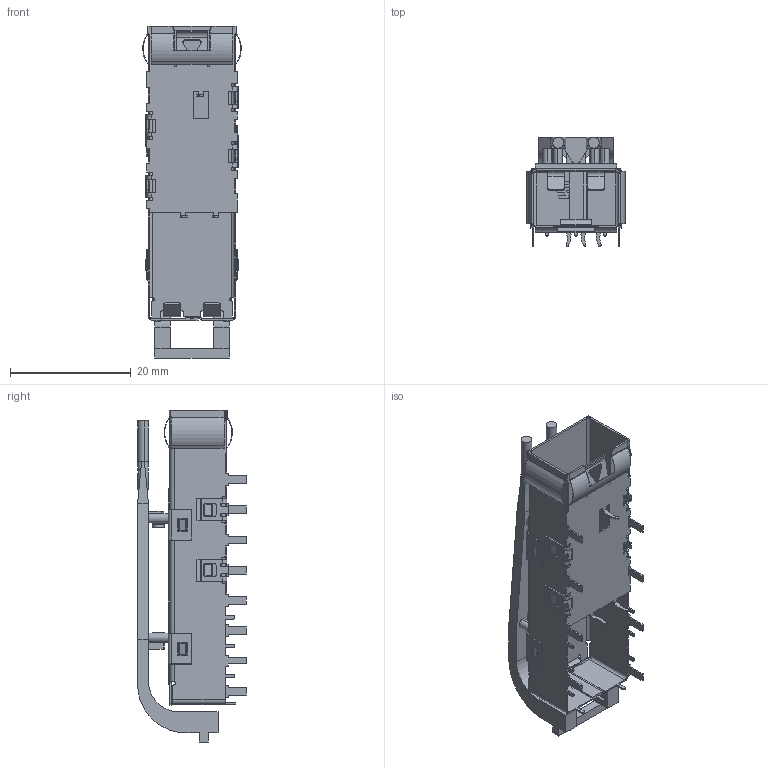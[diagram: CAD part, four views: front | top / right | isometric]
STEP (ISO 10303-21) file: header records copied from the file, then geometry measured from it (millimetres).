
FILE_DESCRIPTION((''),'2;1');
FILE_NAME('C-2007254-1','2012-04-28T',('workeradm'),('Tyco Electronics Ltd.'),'PRO/ENGINEER BY PARAMETRIC TECHNOLOGY CORPORATION, 2010430','PRO/ENGINEER BY PARAMETRIC TECHNOLOGY CORPORATION, 2010430','');
FILE_SCHEMA(('AUTOMOTIVE_DESIGN { 1 0 10303 214 1 1 1 1 }'));
Length unit declared in the file: millimetre
Products named in the file (1): C-2007254-1
Bounding box: 16.29 x 18 x 54.9 mm (x, y, z)
Volume: 1357.5 mm3; surface area: 6448.3 mm2
Topology: 1 solids, 1 shells, 814 faces, 2417 edges, 1576 vertices
Faces by surface type: plane 544, cylinder 262, bspline 8
Entity records: 27750 total; most frequent: CARTESIAN_POINT 5175, ORIENTED_EDGE 4834, DIRECTION 4539, EDGE_CURVE 2417, VECTOR 1851, LINE 1851, VERTEX_POINT 1576, AXIS2_PLACEMENT_3D 1344
